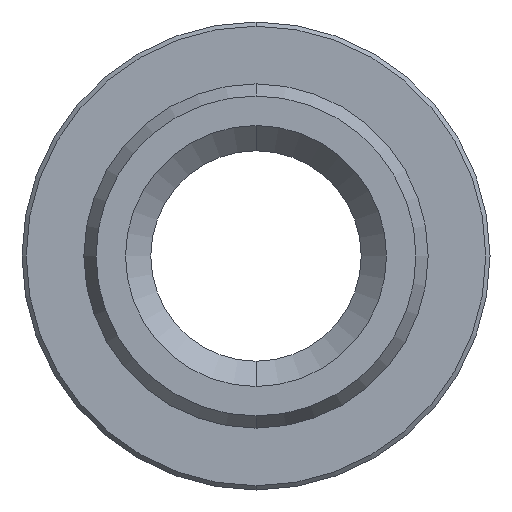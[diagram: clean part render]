
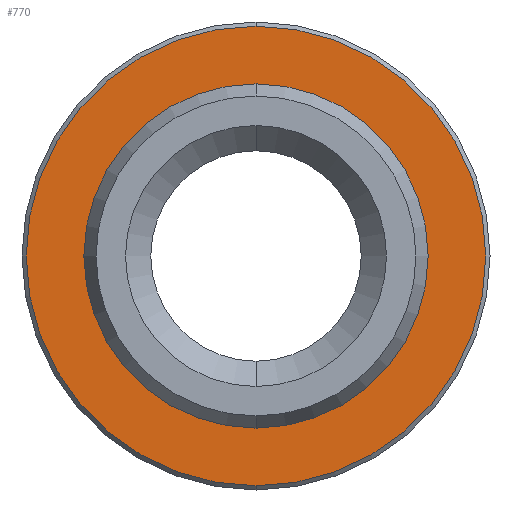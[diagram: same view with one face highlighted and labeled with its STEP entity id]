
A CAD part, front view. The second image highlights one B-rep face of the part: STEP entity #770.
In plain terms, the highlighted planar face has unit normal (0, -1, 0).
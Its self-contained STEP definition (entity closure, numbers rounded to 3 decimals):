
#21 = CARTESIAN_POINT ( 'NONE',  ( 0., 0., 0. ) ) ;
#34 = AXIS2_PLACEMENT_3D ( 'NONE', #145, #684, #404 ) ;
#60 = CIRCLE ( 'NONE', #177, 2.73 ) ;
#70 = DIRECTION ( 'NONE',  ( 0., 0., -1. ) ) ;
#76 = DIRECTION ( 'NONE',  ( 0., 1., 0. ) ) ;
#119 = AXIS2_PLACEMENT_3D ( 'NONE', #21, #76, #423 ) ;
#142 = DIRECTION ( 'NONE',  ( 0., 0., 1. ) ) ;
#145 = CARTESIAN_POINT ( 'NONE',  ( 0., 0., 0. ) ) ;
#177 = AXIS2_PLACEMENT_3D ( 'NONE', #665, #400, #675 ) ;
#182 = EDGE_CURVE ( 'NONE', #298, #501, #477, .T. ) ;
#184 = EDGE_LOOP ( 'NONE', ( #446, #833 ) ) ;
#223 = FACE_BOUND ( 'NONE', #184, .T. ) ;
#233 = VERTEX_POINT ( 'NONE', #285 ) ;
#239 = CARTESIAN_POINT ( 'NONE',  ( 0., 0., -2.73 ) ) ;
#259 = DIRECTION ( 'NONE',  ( 0., -1., 0. ) ) ;
#267 = DIRECTION ( 'NONE',  ( 0., -1., 0. ) ) ;
#283 = AXIS2_PLACEMENT_3D ( 'NONE', #743, #267, #70 ) ;
#285 = CARTESIAN_POINT ( 'NONE',  ( 0., 0., 2.73 ) ) ;
#287 = VERTEX_POINT ( 'NONE', #239 ) ;
#298 = VERTEX_POINT ( 'NONE', #826 ) ;
#341 = AXIS2_PLACEMENT_3D ( 'NONE', #454, #259, #142 ) ;
#356 = PLANE ( 'NONE',  #119 ) ;
#400 = DIRECTION ( 'NONE',  ( 0., -1., 0. ) ) ;
#404 = DIRECTION ( 'NONE',  ( 0., 0., -1. ) ) ;
#423 = DIRECTION ( 'NONE',  ( 0., 0., 1. ) ) ;
#446 = ORIENTED_EDGE ( 'NONE', *, *, #182, .F. ) ;
#454 = CARTESIAN_POINT ( 'NONE',  ( 0., 0., 0. ) ) ;
#477 = CIRCLE ( 'NONE', #34, 2.045 ) ;
#501 = VERTEX_POINT ( 'NONE', #723 ) ;
#518 = EDGE_CURVE ( 'NONE', #233, #287, #766, .T. ) ;
#660 = EDGE_LOOP ( 'NONE', ( #790, #778 ) ) ;
#665 = CARTESIAN_POINT ( 'NONE',  ( 0., 0., 0. ) ) ;
#675 = DIRECTION ( 'NONE',  ( 0., 0., 1. ) ) ;
#684 = DIRECTION ( 'NONE',  ( 0., -1., 0. ) ) ;
#723 = CARTESIAN_POINT ( 'NONE',  ( 0., 0., -2.045 ) ) ;
#743 = CARTESIAN_POINT ( 'NONE',  ( 0., 0., 0. ) ) ;
#766 = CIRCLE ( 'NONE', #341, 2.73 ) ;
#770 = ADVANCED_FACE ( 'NONE', ( #822, #223 ), #356, .F. ) ;
#778 = ORIENTED_EDGE ( 'NONE', *, *, #876, .T. ) ;
#790 = ORIENTED_EDGE ( 'NONE', *, *, #518, .T. ) ;
#822 = FACE_OUTER_BOUND ( 'NONE', #660, .T. ) ;
#823 = CIRCLE ( 'NONE', #283, 2.045 ) ;
#826 = CARTESIAN_POINT ( 'NONE',  ( 0., 0., 2.045 ) ) ;
#833 = ORIENTED_EDGE ( 'NONE', *, *, #868, .F. ) ;
#868 = EDGE_CURVE ( 'NONE', #501, #298, #823, .T. ) ;
#876 = EDGE_CURVE ( 'NONE', #287, #233, #60, .T. ) ;
